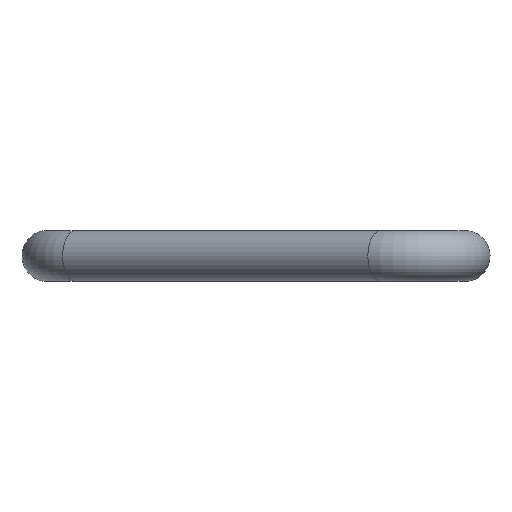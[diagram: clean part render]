
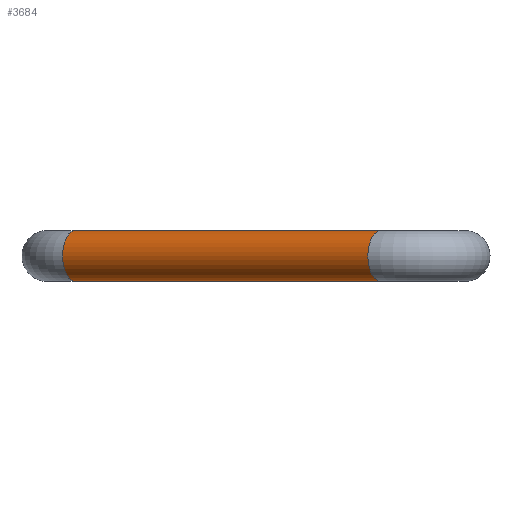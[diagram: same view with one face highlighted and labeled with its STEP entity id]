
A CAD part, left-side view. The second image highlights one B-rep face of the part: STEP entity #3684.
In plain terms, the highlighted cylindrical face has radius 2.5 mm (diameter 5 mm), a full revolution.
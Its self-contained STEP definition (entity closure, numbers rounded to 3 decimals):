
#88 = ORIENTED_EDGE ( 'NONE', *, *, #3042, .F. ) ;
#134 = CIRCLE ( 'NONE', #766, 2.5 ) ;
#407 = DIRECTION ( 'NONE',  ( 0.866, -0.5, 0. ) ) ;
#507 = CARTESIAN_POINT ( 'NONE',  ( -4.763, 40.75, 0. ) ) ;
#766 = AXIS2_PLACEMENT_3D ( 'NONE', #507, #4952, #2323 ) ;
#821 = FACE_OUTER_BOUND ( 'NONE', #9687, .T. ) ;
#975 = CIRCLE ( 'NONE', #9628, 2.5 ) ;
#1454 = DIRECTION ( 'NONE',  ( 0., 0., -1. ) ) ;
#2323 = DIRECTION ( 'NONE',  ( 0., 0., -1. ) ) ;
#2382 = CARTESIAN_POINT ( 'NONE',  ( -22.084, 10.75, -2.5 ) ) ;
#3042 = EDGE_CURVE ( 'NONE', #11061, #11061, #975, .T. ) ;
#3250 = EDGE_CURVE ( 'NONE', #10774, #10774, #134, .T. ) ;
#3604 = EDGE_LOOP ( 'NONE', ( #88 ) ) ;
#3684 = ADVANCED_FACE ( 'NONE', ( #821, #7144 ), #11439, .T. ) ;
#4952 = DIRECTION ( 'NONE',  ( -0.5, -0.866, 0. ) ) ;
#5238 = ORIENTED_EDGE ( 'NONE', *, *, #3250, .T. ) ;
#6482 = DIRECTION ( 'NONE',  ( -0.5, -0.866, 0. ) ) ;
#7144 = FACE_OUTER_BOUND ( 'NONE', #3604, .T. ) ;
#7613 = DIRECTION ( 'NONE',  ( -0.5, -0.866, 0. ) ) ;
#8568 = CARTESIAN_POINT ( 'NONE',  ( -22.084, 10.75, 0. ) ) ;
#8635 = CARTESIAN_POINT ( 'NONE',  ( -4.763, 40.75, -2.5 ) ) ;
#8803 = AXIS2_PLACEMENT_3D ( 'NONE', #10867, #6482, #407 ) ;
#9628 = AXIS2_PLACEMENT_3D ( 'NONE', #8568, #7613, #1454 ) ;
#9687 = EDGE_LOOP ( 'NONE', ( #5238 ) ) ;
#10774 = VERTEX_POINT ( 'NONE', #8635 ) ;
#10867 = CARTESIAN_POINT ( 'NONE',  ( -4.763, 40.75, 0. ) ) ;
#11061 = VERTEX_POINT ( 'NONE', #2382 ) ;
#11439 = CYLINDRICAL_SURFACE ( 'NONE', #8803, 2.5 ) ;
